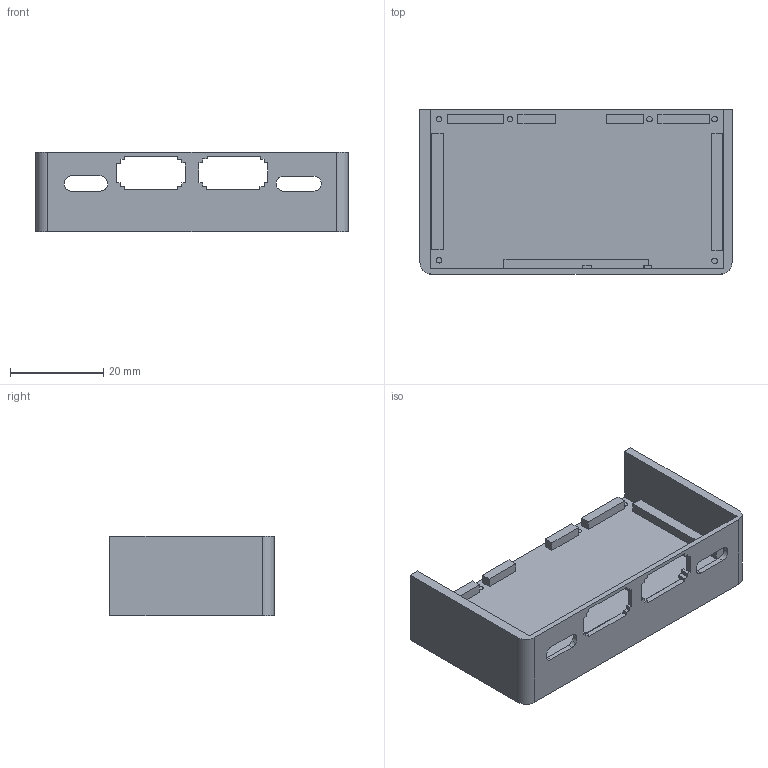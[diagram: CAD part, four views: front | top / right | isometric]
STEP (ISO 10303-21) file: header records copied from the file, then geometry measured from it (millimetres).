
FILE_DESCRIPTION(/* description */ (''),/* implementation_level */ '2;1');
FILE_NAME(/* name */ 'body.step',/* time_stamp */ '2025-12-11T00:59:38+05:30',/* author */ (''),/* organization */ (''),/* preprocessor_version */ 'ST-DEVELOPER v20.1',/* originating_system */ 'Autodesk Translation Framework v14.21.0.0',/* authorisation */ '');
FILE_SCHEMA (('AUTOMOTIVE_DESIGN { 1 0 10303 214 3 1 1 }'));
Length unit declared in the file: millimetre
Products named in the file (1): 2025-12-11-00-59-38-221
Bounding box: 66.88 x 35.2 x 17 mm (x, y, z)
Volume: 14543.9 mm3; surface area: 9029.1 mm2
Topology: 1 solids, 1 shells, 126 faces, 328 edges, 216 vertices
Faces by surface type: plane 110, cylinder 16
Full cylindrical faces by diameter (mm): 1.2 x6
Entity records: 3849 total; most frequent: CARTESIAN_POINT 671, ORIENTED_EDGE 656, DIRECTION 614, EDGE_CURVE 328, LINE 296, VECTOR 296, VERTEX_POINT 216, AXIS2_PLACEMENT_3D 159
